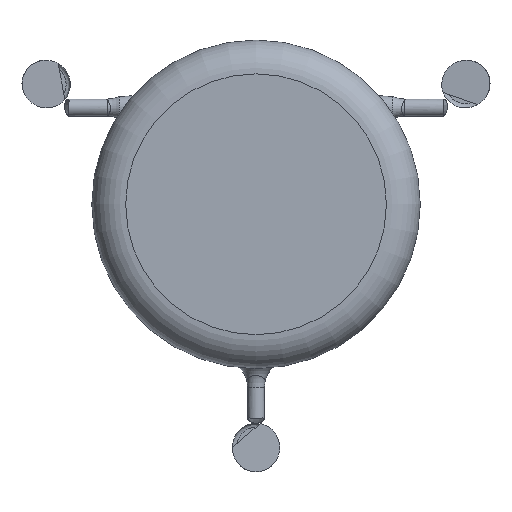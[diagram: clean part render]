
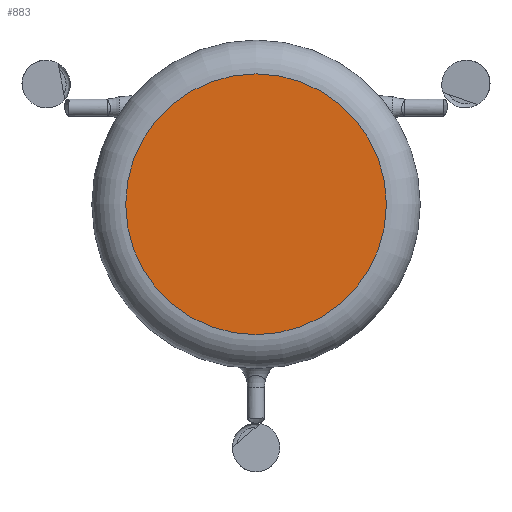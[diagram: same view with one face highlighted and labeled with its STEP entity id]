
A CAD part, top view. The second image highlights one B-rep face of the part: STEP entity #883.
In plain terms, the highlighted planar face has unit normal (0, 0, 1).
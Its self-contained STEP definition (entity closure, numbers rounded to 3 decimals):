
#97=PLANE('',#976);
#181=FACE_OUTER_BOUND('',#240,.T.);
#240=EDGE_LOOP('',(#630));
#299=CIRCLE('',#974,120.969);
#367=VERTEX_POINT('',#1437);
#468=EDGE_CURVE('',#367,#367,#299,.T.);
#630=ORIENTED_EDGE('',*,*,#468,.F.);
#883=ADVANCED_FACE('',(#181),#97,.T.);
#974=AXIS2_PLACEMENT_3D('',#1438,#1131,#1132);
#976=AXIS2_PLACEMENT_3D('',#1440,#1135,#1136);
#1131=DIRECTION('center_axis',(0.,0.,-1.));
#1132=DIRECTION('ref_axis',(1.,0.,0.));
#1135=DIRECTION('center_axis',(0.,0.,1.));
#1136=DIRECTION('ref_axis',(1.,0.,0.));
#1437=CARTESIAN_POINT('',(-120.969,0.,44.45));
#1438=CARTESIAN_POINT('Origin',(0.,0.,44.45));
#1440=CARTESIAN_POINT('Origin',(0.,0.,44.45));
